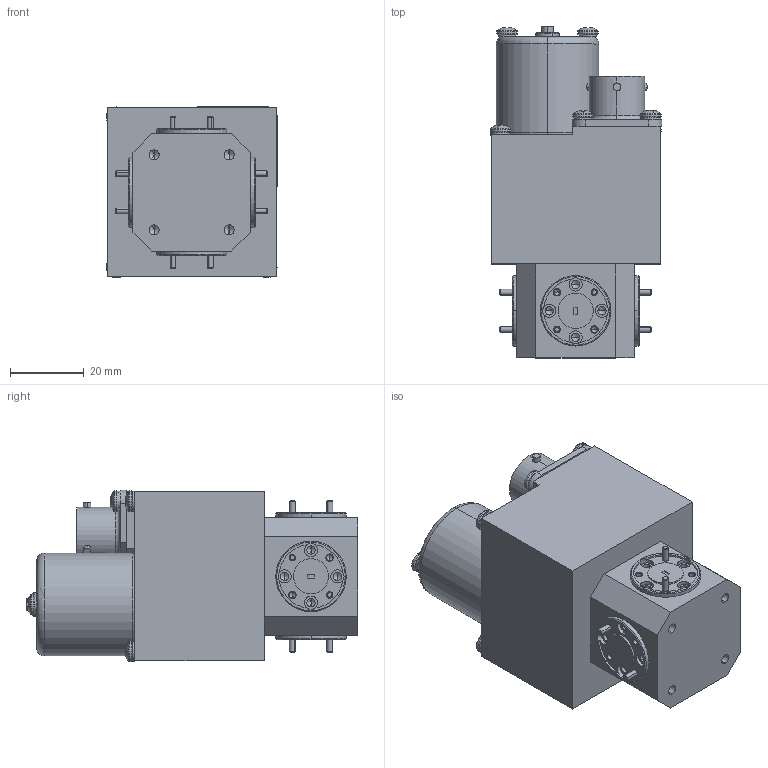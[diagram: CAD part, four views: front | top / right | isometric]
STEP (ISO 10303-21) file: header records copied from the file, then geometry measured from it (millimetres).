
FILE_DESCRIPTION (( 'STEP AP203' ), '1' );
FILE_NAME ('WJ-TF-A defeatured.STEP', '2022-09-10T02:56:41', ( '' ), ( '' ), 'SwSTEP 2.0', 'SolidWorks 2021', '' );
FILE_SCHEMA (( 'CONFIG_CONTROL_DESIGN' ));
Length unit declared in the file: inch
Products named in the file (1): WJ-TF-A defeatured
Bounding box: 46.39 x 89.79 x 46.39 mm (x, y, z)
Volume: 117492.2 mm3; surface area: 19836 mm2
Topology: 9 solids, 9 shells, 966 faces, 2502 edges, 1558 vertices
Faces by surface type: cylinder 377, plane 313, cone 194, torus 48, bspline 18, sphere 16
Entity records: 42327 total; most frequent: CARTESIAN_POINT 19142, DIRECTION 4964, ORIENTED_EDGE 4860, EDGE_CURVE 2430, AXIS2_PLACEMENT_3D 1970, VERTEX_POINT 1558, EDGE_LOOP 1054, LINE 1024
